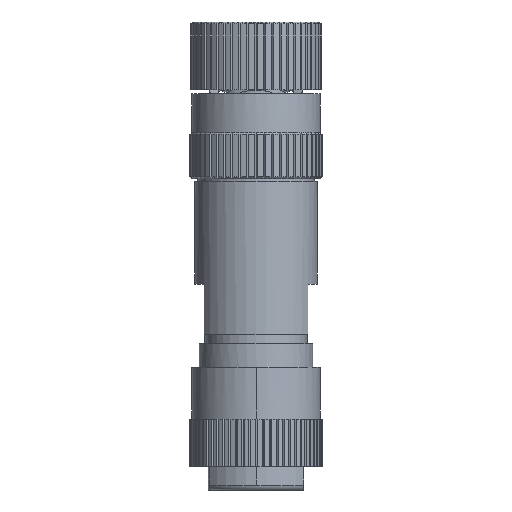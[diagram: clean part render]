
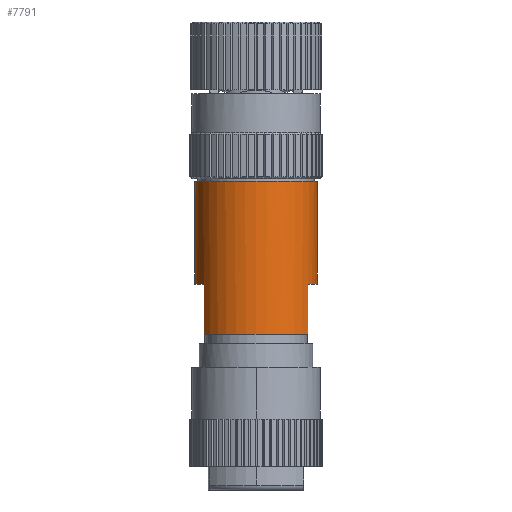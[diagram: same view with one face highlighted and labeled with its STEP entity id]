
A CAD part, front view. The second image highlights one B-rep face of the part: STEP entity #7791.
In plain terms, the highlighted cylindrical face has radius 6.5 mm (diameter 13 mm), a partial arc.
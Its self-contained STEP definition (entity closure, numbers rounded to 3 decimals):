
#6109=CYLINDRICAL_SURFACE('',#23415,6.5);
#6787=FACE_OUTER_BOUND('',#11981,.T.);
#7791=ADVANCED_FACE('',(#6787),#6109,.T.);
#9414=LINE('',#32292,#10678);
#9417=LINE('',#32307,#10681);
#9426=LINE('',#32363,#10690);
#9427=LINE('',#32364,#10691);
#10678=VECTOR('',#26774,1.);
#10681=VECTOR('',#26791,1.);
#10690=VECTOR('',#26856,1.);
#10691=VECTOR('',#26857,1.);
#11981=EDGE_LOOP('',(#15036,#15037,#15038,#15039,#15040,#15041,#15042,#15043));
#15036=ORIENTED_EDGE('',*,*,#20359,.T.);
#15037=ORIENTED_EDGE('',*,*,#20352,.F.);
#15038=ORIENTED_EDGE('',*,*,#20360,.F.);
#15039=ORIENTED_EDGE('',*,*,#20326,.F.);
#15040=ORIENTED_EDGE('',*,*,#20324,.F.);
#15041=ORIENTED_EDGE('',*,*,#20357,.F.);
#15042=ORIENTED_EDGE('',*,*,#20331,.F.);
#15043=ORIENTED_EDGE('',*,*,#20329,.F.);
#18275=VERTEX_POINT('',#32291);
#18276=VERTEX_POINT('',#32293);
#18277=VERTEX_POINT('',#32297);
#18279=VERTEX_POINT('',#32302);
#18280=VERTEX_POINT('',#32304);
#18281=VERTEX_POINT('',#32308);
#18298=VERTEX_POINT('',#32352);
#18299=VERTEX_POINT('',#32353);
#20324=EDGE_CURVE('',#18275,#18276,#9414,.T.);
#20326=EDGE_CURVE('',#18276,#18277,#22027,.T.);
#20329=EDGE_CURVE('',#18279,#18280,#22030,.T.);
#20331=EDGE_CURVE('',#18280,#18281,#9417,.T.);
#20352=EDGE_CURVE('',#18298,#18299,#22045,.T.);
#20357=EDGE_CURVE('',#18281,#18275,#22048,.T.);
#20359=EDGE_CURVE('',#18279,#18299,#9426,.T.);
#20360=EDGE_CURVE('',#18277,#18298,#9427,.T.);
#22027=CIRCLE('',#23381,6.5);
#22030=CIRCLE('',#23385,6.5);
#22045=CIRCLE('',#23407,6.5);
#22048=CIRCLE('',#23412,6.5);
#23381=AXIS2_PLACEMENT_3D('',#32296,#26778,#26779);
#23385=AXIS2_PLACEMENT_3D('',#32303,#26786,#26787);
#23407=AXIS2_PLACEMENT_3D('',#32351,#26838,#26839);
#23412=AXIS2_PLACEMENT_3D('',#32360,#26850,#26851);
#23415=AXIS2_PLACEMENT_3D('',#32365,#26858,#26859);
#26774=DIRECTION('',(0.,0.,1.));
#26778=DIRECTION('',(0.,0.,-1.));
#26779=DIRECTION('',(-1.,0.,0.));
#26786=DIRECTION('',(0.,0.,-1.));
#26787=DIRECTION('',(-1.,0.,0.));
#26791=DIRECTION('',(0.,0.,-1.));
#26838=DIRECTION('',(0.,0.,1.));
#26839=DIRECTION('',(1.,0.,0.));
#26850=DIRECTION('',(0.,0.,-1.));
#26851=DIRECTION('',(-1.,0.,0.));
#26856=DIRECTION('',(0.,0.,1.));
#26857=DIRECTION('',(0.,0.,1.));
#26858=DIRECTION('',(0.,0.,-1.));
#26859=DIRECTION('',(-1.,0.,0.));
#32291=CARTESIAN_POINT('',(-5.5,-3.464,-8.25));
#32292=CARTESIAN_POINT('',(-5.5,-3.464,12.75));
#32293=CARTESIAN_POINT('',(-5.5,-3.464,-2.95));
#32296=CARTESIAN_POINT('',(0.,0.,-2.95));
#32297=CARTESIAN_POINT('',(-6.5,0.,-2.95));
#32302=CARTESIAN_POINT('',(6.5,0.,-2.95));
#32303=CARTESIAN_POINT('',(0.,0.,-2.95));
#32304=CARTESIAN_POINT('',(5.5,-3.464,-2.95));
#32307=CARTESIAN_POINT('',(5.5,-3.464,12.75));
#32308=CARTESIAN_POINT('',(5.5,-3.464,-8.25));
#32351=CARTESIAN_POINT('',(0.,0.,7.95));
#32352=CARTESIAN_POINT('',(-6.5,0.,7.95));
#32353=CARTESIAN_POINT('',(6.5,0.,7.95));
#32360=CARTESIAN_POINT('',(0.,0.,-8.25));
#32363=CARTESIAN_POINT('',(6.5,0.,12.75));
#32364=CARTESIAN_POINT('',(-6.5,0.,12.75));
#32365=CARTESIAN_POINT('',(0.,0.,12.75));
